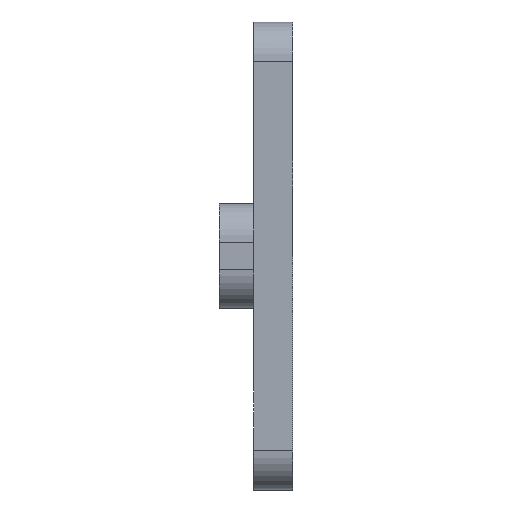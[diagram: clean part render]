
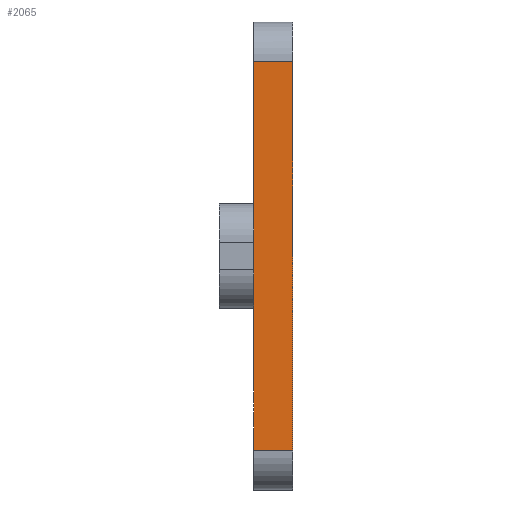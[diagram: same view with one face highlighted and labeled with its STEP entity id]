
A CAD part, left-side view. The second image highlights one B-rep face of the part: STEP entity #2065.
In plain terms, the highlighted planar face has unit normal (-1, 0, 0).
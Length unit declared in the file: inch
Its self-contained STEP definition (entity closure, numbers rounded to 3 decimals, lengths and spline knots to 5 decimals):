
#9 = CARTESIAN_POINT ( 'NONE',  ( -3.5, 0., -1.5 ) ) ;
#116 = ORIENTED_EDGE ( 'NONE', *, *, #2069, .F. ) ;
#142 = AXIS2_PLACEMENT_3D ( 'NONE', #2457, #1051, #2584 ) ;
#156 = LINE ( 'NONE', #1725, #2513 ) ;
#174 = CARTESIAN_POINT ( 'NONE',  ( -3.5, 0.25, 1.25 ) ) ;
#405 = LINE ( 'NONE', #719, #738 ) ;
#665 = EDGE_LOOP ( 'NONE', ( #116, #1430, #2249, #1479 ) ) ;
#693 = EDGE_CURVE ( 'NONE', #3273, #954, #405, .T. ) ;
#719 = CARTESIAN_POINT ( 'NONE',  ( -3.5, 0.25, 1.25 ) ) ;
#732 = CARTESIAN_POINT ( 'NONE',  ( -3.5, 0., -1.25 ) ) ;
#734 = DIRECTION ( 'NONE',  ( 0., 1., 0. ) ) ;
#738 = VECTOR ( 'NONE', #734, 39.37008 ) ;
#954 = VERTEX_POINT ( 'NONE', #174 ) ;
#1051 = DIRECTION ( 'NONE',  ( 1., 0., 0. ) ) ;
#1071 = CARTESIAN_POINT ( 'NONE',  ( -3.5, 0.25, -1.25 ) ) ;
#1375 = LINE ( 'NONE', #9, #1819 ) ;
#1430 = ORIENTED_EDGE ( 'NONE', *, *, #1855, .T. ) ;
#1479 = ORIENTED_EDGE ( 'NONE', *, *, #693, .T. ) ;
#1715 = FACE_OUTER_BOUND ( 'NONE', #665, .T. ) ;
#1725 = CARTESIAN_POINT ( 'NONE',  ( -3.5, 0.25, -1.5 ) ) ;
#1758 = CARTESIAN_POINT ( 'NONE',  ( -3.5, 0.25, -1.25 ) ) ;
#1819 = VECTOR ( 'NONE', #2068, 39.37008 ) ;
#1855 = EDGE_CURVE ( 'NONE', #2282, #2420, #2353, .T. ) ;
#2065 = ADVANCED_FACE ( 'NONE', ( #1715 ), #2946, .F. ) ;
#2068 = DIRECTION ( 'NONE',  ( 0., 0., 1. ) ) ;
#2069 = EDGE_CURVE ( 'NONE', #2282, #954, #156, .T. ) ;
#2121 = CARTESIAN_POINT ( 'NONE',  ( -3.5, 0., 1.25 ) ) ;
#2249 = ORIENTED_EDGE ( 'NONE', *, *, #3071, .T. ) ;
#2282 = VERTEX_POINT ( 'NONE', #1071 ) ;
#2353 = LINE ( 'NONE', #1758, #2620 ) ;
#2420 = VERTEX_POINT ( 'NONE', #732 ) ;
#2457 = CARTESIAN_POINT ( 'NONE',  ( -3.5, 0.25, -1.5 ) ) ;
#2513 = VECTOR ( 'NONE', #3010, 39.37008 ) ;
#2584 = DIRECTION ( 'NONE',  ( 0., 1., 0. ) ) ;
#2620 = VECTOR ( 'NONE', #2715, 39.37008 ) ;
#2715 = DIRECTION ( 'NONE',  ( 0., -1., 0. ) ) ;
#2946 = PLANE ( 'NONE',  #142 ) ;
#3010 = DIRECTION ( 'NONE',  ( 0., 0., 1. ) ) ;
#3071 = EDGE_CURVE ( 'NONE', #2420, #3273, #1375, .T. ) ;
#3273 = VERTEX_POINT ( 'NONE', #2121 ) ;
